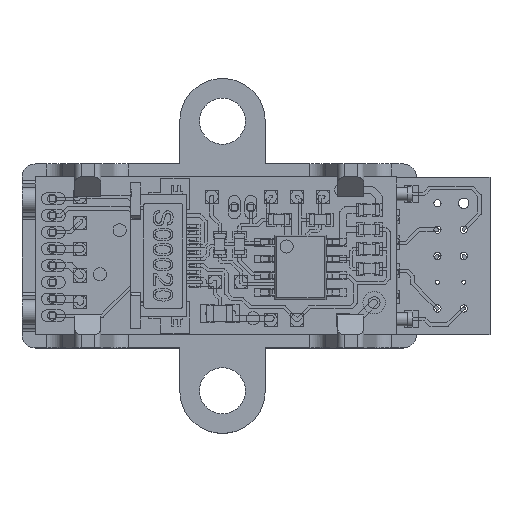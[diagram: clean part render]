
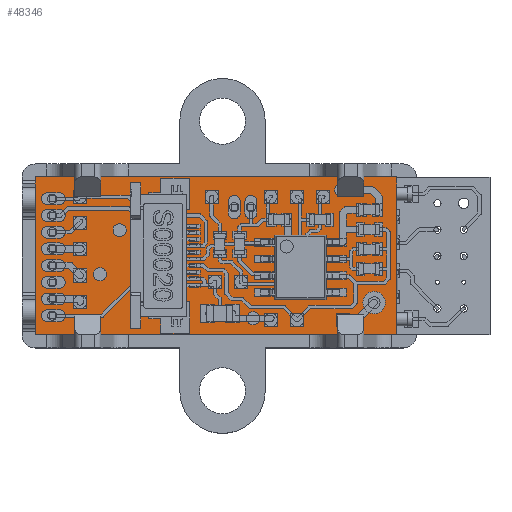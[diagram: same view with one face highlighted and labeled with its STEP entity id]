
A CAD part, top view. The second image highlights one B-rep face of the part: STEP entity #48346.
In plain terms, the highlighted planar face has unit normal (0, 0, 1).
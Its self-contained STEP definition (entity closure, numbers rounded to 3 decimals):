
#5956=FACE_BOUND('',#63778,.T.);
#5957=FACE_BOUND('',#63779,.T.);
#5958=FACE_BOUND('',#63780,.T.);
#5959=FACE_BOUND('',#63781,.T.);
#5960=FACE_BOUND('',#63782,.T.);
#5961=FACE_BOUND('',#63783,.T.);
#5962=FACE_BOUND('',#63784,.T.);
#5963=FACE_BOUND('',#63785,.T.);
#5964=FACE_BOUND('',#63786,.T.);
#5965=FACE_BOUND('',#63787,.T.);
#5966=FACE_BOUND('',#63788,.T.);
#5967=FACE_BOUND('',#63789,.T.);
#43222=CIRCLE('',#143545,0.35);
#43224=CIRCLE('',#143548,0.35);
#43226=CIRCLE('',#143551,0.35);
#43228=CIRCLE('',#143554,0.35);
#43230=CIRCLE('',#143557,0.35);
#43232=CIRCLE('',#143560,0.35);
#43234=CIRCLE('',#143563,0.35);
#43236=CIRCLE('',#143566,0.35);
#43238=CIRCLE('',#143569,0.35);
#43240=CIRCLE('',#143572,0.35);
#43243=CIRCLE('',#143577,0.45);
#48346=ADVANCED_FACE('',(#5956,#5957,#5958,#5959,#5960,#5961,#5962,#5963,
#5964,#5965,#5966,#5967),#52829,.F.);
#52829=PLANE('',#143578);
#63778=EDGE_LOOP('',(#88896));
#63779=EDGE_LOOP('',(#88897));
#63780=EDGE_LOOP('',(#88898));
#63781=EDGE_LOOP('',(#88899));
#63782=EDGE_LOOP('',(#88900));
#63783=EDGE_LOOP('',(#88901));
#63784=EDGE_LOOP('',(#88902));
#63785=EDGE_LOOP('',(#88903));
#63786=EDGE_LOOP('',(#88904));
#63787=EDGE_LOOP('',(#88905));
#63788=EDGE_LOOP('',(#88906));
#63789=EDGE_LOOP('',(#88907,#88908,#88909,#88910));
#88896=ORIENTED_EDGE('',*,*,#112665,.T.);
#88897=ORIENTED_EDGE('',*,*,#112662,.T.);
#88898=ORIENTED_EDGE('',*,*,#112660,.T.);
#88899=ORIENTED_EDGE('',*,*,#112658,.T.);
#88900=ORIENTED_EDGE('',*,*,#112656,.T.);
#88901=ORIENTED_EDGE('',*,*,#112654,.T.);
#88902=ORIENTED_EDGE('',*,*,#112652,.T.);
#88903=ORIENTED_EDGE('',*,*,#112650,.T.);
#88904=ORIENTED_EDGE('',*,*,#112648,.T.);
#88905=ORIENTED_EDGE('',*,*,#112646,.T.);
#88906=ORIENTED_EDGE('',*,*,#112644,.T.);
#88907=ORIENTED_EDGE('',*,*,#112642,.T.);
#88908=ORIENTED_EDGE('',*,*,#112639,.T.);
#88909=ORIENTED_EDGE('',*,*,#112636,.T.);
#88910=ORIENTED_EDGE('',*,*,#112632,.T.);
#99555=VERTEX_POINT('',#196032);
#99556=VERTEX_POINT('',#196033);
#99559=VERTEX_POINT('',#196041);
#99561=VERTEX_POINT('',#196047);
#99563=VERTEX_POINT('',#196056);
#99565=VERTEX_POINT('',#196061);
#99567=VERTEX_POINT('',#196066);
#99569=VERTEX_POINT('',#196071);
#99571=VERTEX_POINT('',#196076);
#99573=VERTEX_POINT('',#196081);
#99575=VERTEX_POINT('',#196086);
#99577=VERTEX_POINT('',#196091);
#99579=VERTEX_POINT('',#196096);
#99581=VERTEX_POINT('',#196101);
#99584=VERTEX_POINT('',#196109);
#112632=EDGE_CURVE('',#99555,#99556,#124153,.T.);
#112636=EDGE_CURVE('',#99559,#99555,#124157,.T.);
#112639=EDGE_CURVE('',#99561,#99559,#124160,.T.);
#112642=EDGE_CURVE('',#99556,#99561,#124163,.T.);
#112644=EDGE_CURVE('',#99563,#99563,#43222,.T.);
#112646=EDGE_CURVE('',#99565,#99565,#43224,.T.);
#112648=EDGE_CURVE('',#99567,#99567,#43226,.T.);
#112650=EDGE_CURVE('',#99569,#99569,#43228,.T.);
#112652=EDGE_CURVE('',#99571,#99571,#43230,.T.);
#112654=EDGE_CURVE('',#99573,#99573,#43232,.T.);
#112656=EDGE_CURVE('',#99575,#99575,#43234,.T.);
#112658=EDGE_CURVE('',#99577,#99577,#43236,.T.);
#112660=EDGE_CURVE('',#99579,#99579,#43238,.T.);
#112662=EDGE_CURVE('',#99581,#99581,#43240,.T.);
#112665=EDGE_CURVE('',#99584,#99584,#43243,.T.);
#124153=LINE('',#196031,#135450);
#124157=LINE('',#196040,#135454);
#124160=LINE('',#196046,#135457);
#124163=LINE('',#196052,#135460);
#135450=VECTOR('',#168358,1.);
#135454=VECTOR('',#168364,1.);
#135457=VECTOR('',#168369,1.);
#135460=VECTOR('',#168374,1.);
#143545=AXIS2_PLACEMENT_3D('',#196055,#168378,#168379);
#143548=AXIS2_PLACEMENT_3D('',#196060,#168384,#168385);
#143551=AXIS2_PLACEMENT_3D('',#196065,#168390,#168391);
#143554=AXIS2_PLACEMENT_3D('',#196070,#168396,#168397);
#143557=AXIS2_PLACEMENT_3D('',#196075,#168402,#168403);
#143560=AXIS2_PLACEMENT_3D('',#196080,#168408,#168409);
#143563=AXIS2_PLACEMENT_3D('',#196085,#168414,#168415);
#143566=AXIS2_PLACEMENT_3D('',#196090,#168420,#168421);
#143569=AXIS2_PLACEMENT_3D('',#196095,#168426,#168427);
#143572=AXIS2_PLACEMENT_3D('',#196100,#168432,#168433);
#143577=AXIS2_PLACEMENT_3D('',#196108,#168442,#168443);
#143578=AXIS2_PLACEMENT_3D('',#196110,#168444,#168445);
#168358=DIRECTION('',(0.,1.,0.));
#168364=DIRECTION('',(1.,0.,0.));
#168369=DIRECTION('',(0.,-1.,0.));
#168374=DIRECTION('',(-1.,0.,0.));
#168378=DIRECTION('',(0.,0.,-1.));
#168379=DIRECTION('',(0.,-1.,0.));
#168384=DIRECTION('',(0.,0.,-1.));
#168385=DIRECTION('',(0.,-1.,0.));
#168390=DIRECTION('',(0.,0.,-1.));
#168391=DIRECTION('',(0.,-1.,0.));
#168396=DIRECTION('',(0.,0.,-1.));
#168397=DIRECTION('',(0.,-1.,0.));
#168402=DIRECTION('',(0.,0.,-1.));
#168403=DIRECTION('',(0.,-1.,0.));
#168408=DIRECTION('',(0.,0.,-1.));
#168409=DIRECTION('',(0.,-1.,0.));
#168414=DIRECTION('',(0.,0.,-1.));
#168415=DIRECTION('',(0.,-1.,0.));
#168420=DIRECTION('',(0.,0.,-1.));
#168421=DIRECTION('',(0.,-1.,0.));
#168426=DIRECTION('',(0.,0.,-1.));
#168427=DIRECTION('',(-1.,0.,0.));
#168432=DIRECTION('',(0.,0.,-1.));
#168433=DIRECTION('',(-1.,0.,0.));
#168442=DIRECTION('',(0.,0.,-1.));
#168443=DIRECTION('',(1.,0.,0.));
#168444=DIRECTION('',(0.,0.,-1.));
#168445=DIRECTION('',(1.,0.,0.));
#196031=CARTESIAN_POINT('',(28.5,1.,7.712));
#196032=CARTESIAN_POINT('',(28.5,1.,7.712));
#196033=CARTESIAN_POINT('',(28.5,13.,7.712));
#196040=CARTESIAN_POINT('',(1.,1.,7.712));
#196041=CARTESIAN_POINT('',(1.,1.,7.712));
#196046=CARTESIAN_POINT('',(1.,13.,7.712));
#196047=CARTESIAN_POINT('',(1.,13.,7.712));
#196052=CARTESIAN_POINT('',(28.5,13.,7.712));
#196055=CARTESIAN_POINT('',(2.3,11.34,7.712));
#196056=CARTESIAN_POINT('',(2.3,11.69,7.712));
#196060=CARTESIAN_POINT('',(2.3,10.07,7.712));
#196061=CARTESIAN_POINT('',(2.3,10.42,7.712));
#196065=CARTESIAN_POINT('',(2.3,8.8,7.712));
#196066=CARTESIAN_POINT('',(2.3,9.15,7.712));
#196070=CARTESIAN_POINT('',(2.3,7.53,7.712));
#196071=CARTESIAN_POINT('',(2.3,7.88,7.712));
#196075=CARTESIAN_POINT('',(2.3,6.26,7.712));
#196076=CARTESIAN_POINT('',(2.3,6.61,7.712));
#196080=CARTESIAN_POINT('',(2.3,4.99,7.712));
#196081=CARTESIAN_POINT('',(2.3,5.34,7.712));
#196085=CARTESIAN_POINT('',(2.3,3.72,7.712));
#196086=CARTESIAN_POINT('',(2.3,4.07,7.712));
#196090=CARTESIAN_POINT('',(2.3,2.45,7.712));
#196091=CARTESIAN_POINT('',(2.3,2.8,7.712));
#196095=CARTESIAN_POINT('',(17.411,10.705,7.712));
#196096=CARTESIAN_POINT('',(17.761,10.705,7.712));
#196100=CARTESIAN_POINT('',(16.141,10.705,7.712));
#196101=CARTESIAN_POINT('',(16.491,10.705,7.712));
#196108=CARTESIAN_POINT('',(26.784,3.444,7.712));
#196109=CARTESIAN_POINT('',(26.334,3.444,7.712));
#196110=CARTESIAN_POINT('',(14.75,7.,7.712));
